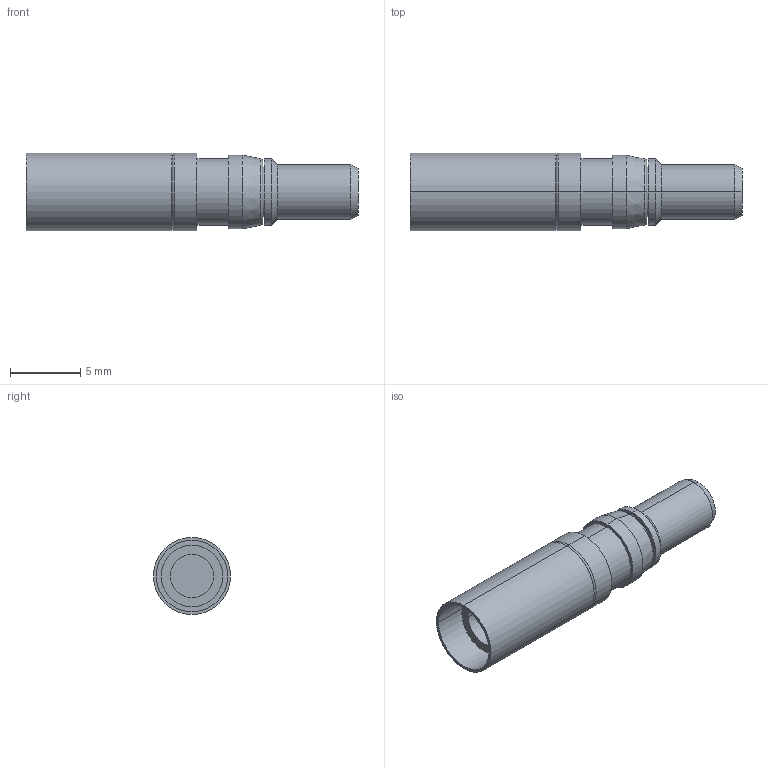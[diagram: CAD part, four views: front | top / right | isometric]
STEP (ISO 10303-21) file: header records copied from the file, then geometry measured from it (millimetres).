
FILE_DESCRIPTION((''),'2;1');
FILE_NAME('MANIFOLD_SOLID_BREP_1074','2016-11-11T',('felix.liu'),(''),'PRO/ENGINEER BY PARAMETRIC TECHNOLOGY CORPORATION, 2011330','PRO/ENGINEER BY PARAMETRIC TECHNOLOGY CORPORATION, 2011330','');
FILE_SCHEMA(('AUTOMOTIVE_DESIGN_CC2 { 1 2 10303 214 -1 1 5 2 }'));
Length unit declared in the file: millimetre
Products named in the file (1): MANIFOLD_SOLID_BREP_1074
Bounding box: 23.69 x 5.5 x 5.5 mm (x, y, z)
Volume: 337.9 mm3; surface area: 725.8 mm2
Topology: 1 solids, 1 shells, 43 faces, 84 edges, 52 vertices
Faces by surface type: cylinder 22, plane 11, cone 6, torus 4
Entity records: 1157 total; most frequent: DIRECTION 226, CARTESIAN_POINT 179, ORIENTED_EDGE 168, AXIS2_PLACEMENT_3D 99, EDGE_CURVE 84, CIRCLE 56, VERTEX_POINT 52, EDGE_LOOP 52
